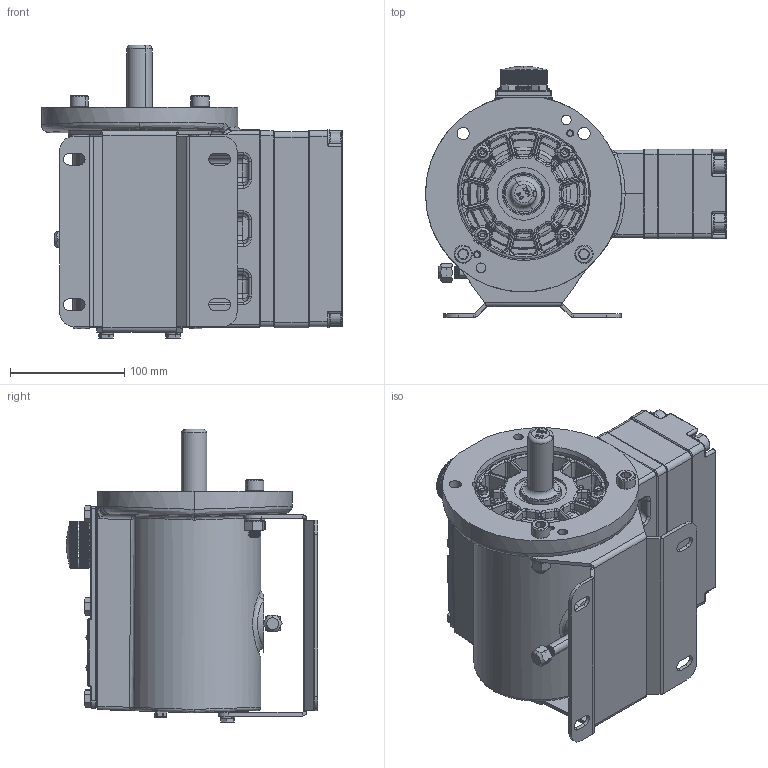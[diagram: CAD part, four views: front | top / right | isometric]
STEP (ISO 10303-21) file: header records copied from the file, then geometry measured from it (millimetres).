
FILE_DESCRIPTION (( 'STEP AP214' ), '1' );
FILE_NAME ('G04 WITH METALLIC PUMP HEAD.STEP', '2018-07-30T15:26:47', ( '' ), ( '' ), 'SwSTEP 2.0', 'SolidWorks 2017', '' );
FILE_SCHEMA (( 'AUTOMOTIVE_DESIGN' ));
Length unit declared in the file: inch
Products named in the file (1): G04 WITH METALLIC PUMP HEAD
Bounding box: 262.99 x 219.53 x 256.5 mm (x, y, z)
Surface area: 380823.5 mm2 (no closed solid volume)
Topology: 0 solids, 114 shells, 2182 faces, 8695 edges, 6369 vertices
Faces by surface type: cylinder 653, plane 599, bspline 357, torus 281, cone 243, sphere 49
Entity records: 146910 total; most frequent: CARTESIAN_POINT 51651, ORIENTED_EDGE 13838, DIRECTION 12450, EDGE_CURVE 8647, VERTEX_POINT 6369, AXIS2_PLACEMENT_3D 4552, VECTOR 3346, LINE 3346
